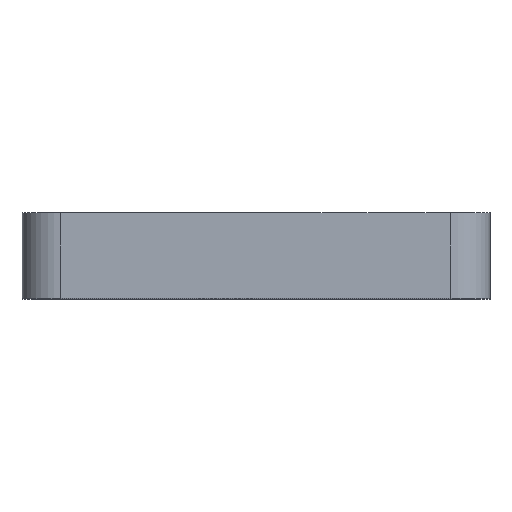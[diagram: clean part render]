
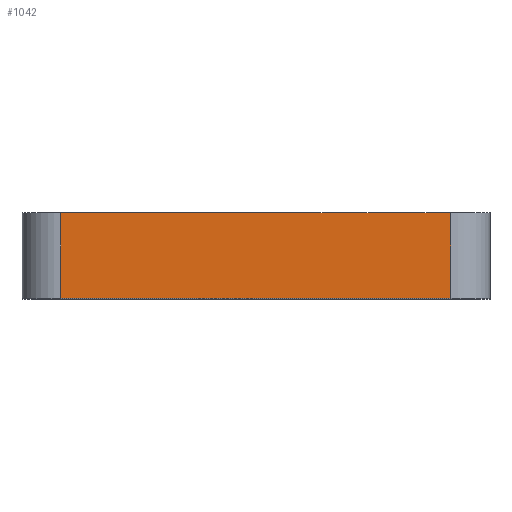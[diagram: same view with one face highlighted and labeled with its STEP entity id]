
A CAD part, top view. The second image highlights one B-rep face of the part: STEP entity #1042.
In plain terms, the highlighted planar face has unit normal (0, 0, 1).
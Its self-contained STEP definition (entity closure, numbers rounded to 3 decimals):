
#68 = ORIENTED_EDGE ( 'NONE', *, *, #2266, .T. ) ;
#109 = CARTESIAN_POINT ( 'NONE',  ( -30., 10., 30. ) ) ;
#125 = CARTESIAN_POINT ( 'NONE',  ( -30., 1., 30. ) ) ;
#361 = EDGE_CURVE ( 'NONE', #2449, #3814, #3909, .T. ) ;
#377 = AXIS2_PLACEMENT_3D ( 'NONE', #109, #4054, #1764 ) ;
#433 = FACE_OUTER_BOUND ( 'NONE', #3064, .T. ) ;
#472 = EDGE_CURVE ( 'NONE', #3150, #1512, #1659, .T. ) ;
#630 = CARTESIAN_POINT ( 'NONE',  ( 25., -10., 30. ) ) ;
#670 = CARTESIAN_POINT ( 'NONE',  ( 25., 1., 30. ) ) ;
#938 = VECTOR ( 'NONE', #3248, 1000. ) ;
#962 = EDGE_CURVE ( 'NONE', #3814, #3150, #2616, .T. ) ;
#963 = DIRECTION ( 'NONE',  ( 1., 0., 0. ) ) ;
#1042 = ADVANCED_FACE ( 'NONE', ( #433 ), #4114, .F. ) ;
#1370 = CARTESIAN_POINT ( 'NONE',  ( -30., -10., 30. ) ) ;
#1512 = VERTEX_POINT ( 'NONE', #670 ) ;
#1659 = LINE ( 'NONE', #1727, #2327 ) ;
#1727 = CARTESIAN_POINT ( 'NONE',  ( 25., 10., 30. ) ) ;
#1764 = DIRECTION ( 'NONE',  ( 0., -1., 0. ) ) ;
#2011 = ORIENTED_EDGE ( 'NONE', *, *, #361, .T. ) ;
#2164 = DIRECTION ( 'NONE',  ( -1., 0., 0. ) ) ;
#2203 = VECTOR ( 'NONE', #963, 1000. ) ;
#2266 = EDGE_CURVE ( 'NONE', #1512, #2449, #4133, .T. ) ;
#2282 = CARTESIAN_POINT ( 'NONE',  ( -25., 10., 30. ) ) ;
#2327 = VECTOR ( 'NONE', #3057, 1000. ) ;
#2449 = VERTEX_POINT ( 'NONE', #3023 ) ;
#2616 = LINE ( 'NONE', #1370, #2203 ) ;
#2674 = VECTOR ( 'NONE', #2164, 1000. ) ;
#2676 = ORIENTED_EDGE ( 'NONE', *, *, #962, .T. ) ;
#3023 = CARTESIAN_POINT ( 'NONE',  ( -25., 1., 30. ) ) ;
#3057 = DIRECTION ( 'NONE',  ( 0., 1., 0. ) ) ;
#3064 = EDGE_LOOP ( 'NONE', ( #3787, #68, #2011, #2676 ) ) ;
#3150 = VERTEX_POINT ( 'NONE', #630 ) ;
#3248 = DIRECTION ( 'NONE',  ( 0., -1., 0. ) ) ;
#3271 = CARTESIAN_POINT ( 'NONE',  ( -25., -10., 30. ) ) ;
#3787 = ORIENTED_EDGE ( 'NONE', *, *, #472, .T. ) ;
#3814 = VERTEX_POINT ( 'NONE', #3271 ) ;
#3909 = LINE ( 'NONE', #2282, #938 ) ;
#4054 = DIRECTION ( 'NONE',  ( 0., 0., -1. ) ) ;
#4114 = PLANE ( 'NONE',  #377 ) ;
#4133 = LINE ( 'NONE', #125, #2674 ) ;
